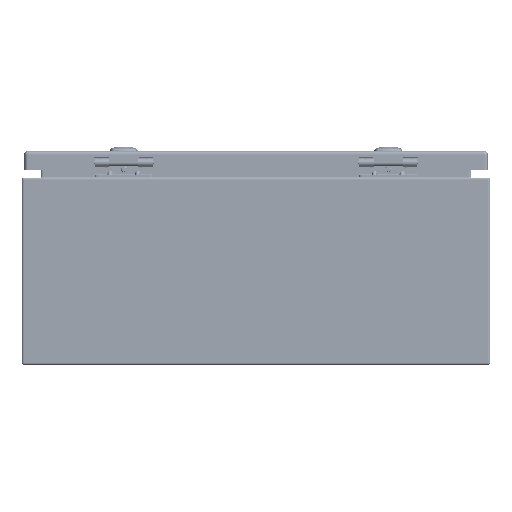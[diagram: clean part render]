
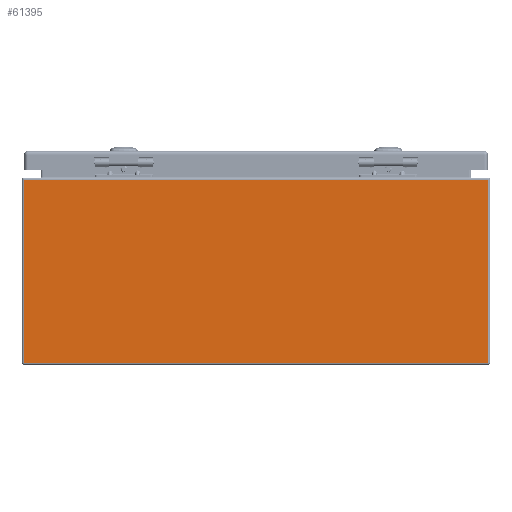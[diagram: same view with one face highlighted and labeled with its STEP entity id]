
A CAD part, left-side view. The second image highlights one B-rep face of the part: STEP entity #61395.
In plain terms, the highlighted planar face has unit normal (-1, 0, 0).
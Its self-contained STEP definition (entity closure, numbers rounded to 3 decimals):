
#7243=LINE('',#82558,#10977);
#7244=LINE('',#82565,#10978);
#7245=LINE('',#82567,#10979);
#7246=LINE('',#82568,#10980);
#10977=VECTOR('',#70216,0.394);
#10978=VECTOR('',#70225,0.394);
#10979=VECTOR('',#70226,0.394);
#10980=VECTOR('',#70227,0.394);
#15464=FACE_OUTER_BOUND('',#19152,.T.);
#19152=EDGE_LOOP('',(#40696,#40697,#40698,#40699));
#24608=VERTEX_POINT('',#82547);
#24611=VERTEX_POINT('',#82554);
#24614=VERTEX_POINT('',#82564);
#24615=VERTEX_POINT('',#82566);
#30888=EDGE_CURVE('',#24608,#24611,#7243,.T.);
#30891=EDGE_CURVE('',#24614,#24608,#7244,.T.);
#30892=EDGE_CURVE('',#24615,#24614,#7245,.T.);
#30893=EDGE_CURVE('',#24615,#24611,#7246,.T.);
#40696=ORIENTED_EDGE('',*,*,#30888,.F.);
#40697=ORIENTED_EDGE('',*,*,#30891,.F.);
#40698=ORIENTED_EDGE('',*,*,#30892,.F.);
#40699=ORIENTED_EDGE('',*,*,#30893,.T.);
#59984=PLANE('',#65903);
#61395=ADVANCED_FACE('',(#15464),#59984,.F.);
#65903=AXIS2_PLACEMENT_3D('',#82563,#70223,#70224);
#70216=DIRECTION('',(0.,0.,-1.));
#70223=DIRECTION('center_axis',(1.,0.,0.));
#70224=DIRECTION('ref_axis',(0.,0.,-1.));
#70225=DIRECTION('',(0.,-1.,0.));
#70226=DIRECTION('',(0.,0.,1.));
#70227=DIRECTION('',(0.,-1.,0.));
#82547=CARTESIAN_POINT('',(-10.,-9.916,7.916));
#82554=CARTESIAN_POINT('',(-10.,-9.916,0.084));
#82558=CARTESIAN_POINT('',(-10.,-9.916,7.916));
#82563=CARTESIAN_POINT('Origin',(-10.,-9.078,7.916));
#82564=CARTESIAN_POINT('',(-10.,9.916,7.916));
#82565=CARTESIAN_POINT('',(-10.,9.078,7.916));
#82566=CARTESIAN_POINT('',(-10.,9.916,0.084));
#82567=CARTESIAN_POINT('',(-10.,9.916,7.916));
#82568=CARTESIAN_POINT('',(-10.,0.,0.084));
